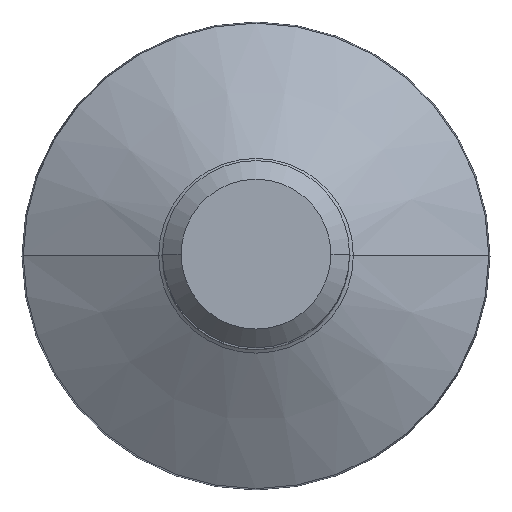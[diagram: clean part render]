
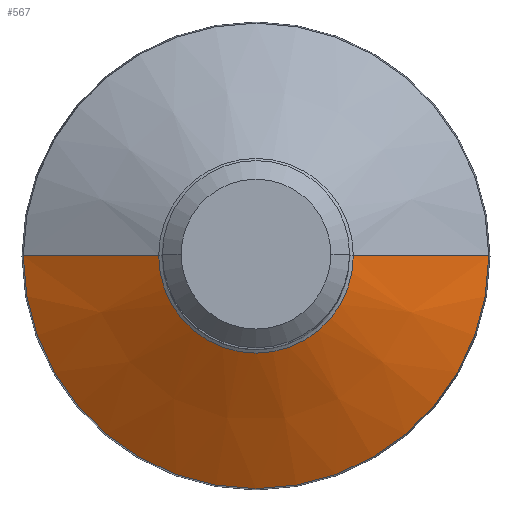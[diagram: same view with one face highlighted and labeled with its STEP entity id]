
A CAD part, top view. The second image highlights one B-rep face of the part: STEP entity #567.
In plain terms, the highlighted conical face has half-angle 60 degrees and reference radius 8.816 mm.
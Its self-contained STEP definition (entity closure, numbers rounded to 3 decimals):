
#235=CARTESIAN_POINT('',(0.,0.,-5.035));
#236=DIRECTION('',(0.,0.,1.));
#237=DIRECTION('',(-1.,0.,0.));
#238=AXIS2_PLACEMENT_3D('',#235,#236,#237);
#243=CARTESIAN_POINT('',(0.,0.,-9.211));
#244=DIRECTION('',(0.,0.,-1.));
#245=DIRECTION('',(1.,0.,0.));
#246=AXIS2_PLACEMENT_3D('',#243,#244,#245);
#251=DIRECTION('',(0.866,0.,0.5));
#252=VECTOR('',#251,8.351);
#253=CARTESIAN_POINT('',(-12.432,0.,-9.211));
#254=LINE('',#253,#252);
#258=DIRECTION('',(-0.866,0.,0.5));
#259=VECTOR('',#258,8.351);
#260=CARTESIAN_POINT('',(12.432,0.,-9.211));
#261=LINE('',#260,#259);
#333=CARTESIAN_POINT('',(-5.2,0.,-5.035));
#335=VERTEX_POINT('',#333);
#347=CARTESIAN_POINT('',(5.2,0.,-5.035));
#349=VERTEX_POINT('',#347);
#369=CARTESIAN_POINT('',(-12.432,0.,-9.211));
#370=CARTESIAN_POINT('',(12.432,0.,-9.211));
#371=VERTEX_POINT('',#369);
#372=VERTEX_POINT('',#370);
#553=CARTESIAN_POINT('',(0.,0.,-7.123));
#554=DIRECTION('',(0.,0.,-1.));
#555=DIRECTION('',(1.,0.,0.));
#556=AXIS2_PLACEMENT_3D('',#553,#554,#555);
#557=CONICAL_SURFACE('',#556,8.816,60.);
#559=ORIENTED_EDGE('',*,*,#558,.T.);
#561=ORIENTED_EDGE('',*,*,#560,.T.);
#562=ORIENTED_EDGE('',*,*,#548,.T.);
#564=ORIENTED_EDGE('',*,*,#563,.F.);
#565=EDGE_LOOP('',(#559,#561,#562,#564));
#566=FACE_OUTER_BOUND('',#565,.F.);
#239=CIRCLE('',#238,5.2);
#247=CIRCLE('',#246,12.432);
#548=EDGE_CURVE('',#335,#349,#239,.T.);
#558=EDGE_CURVE('',#372,#371,#247,.T.);
#560=EDGE_CURVE('',#371,#335,#254,.T.);
#563=EDGE_CURVE('',#372,#349,#261,.T.);
#567=ADVANCED_FACE('',(#566),#557,.T.);
